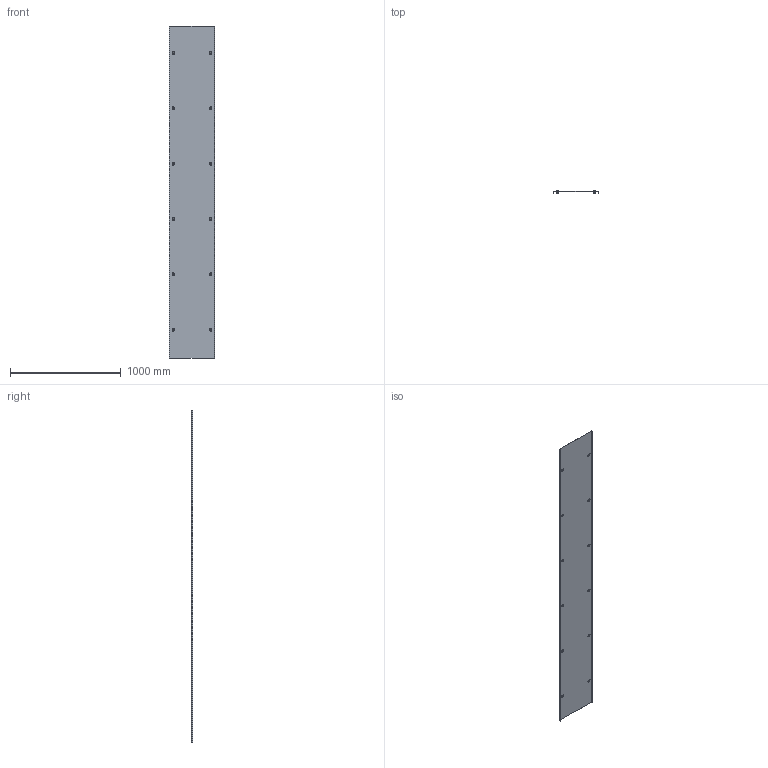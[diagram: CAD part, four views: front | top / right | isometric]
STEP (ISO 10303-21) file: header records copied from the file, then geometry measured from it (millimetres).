
FILE_DESCRIPTION((''),'2;1');
FILE_NAME('6227449_ASM','2013-01-29T',('AndreasKeweloh'),(''),'PRO/ENGINEER BY PARAMETRIC TECHNOLOGY CORPORATION, 2012360','PRO/ENGINEER BY PARAMETRIC TECHNOLOGY CORPORATION, 2012360','');
FILE_SCHEMA(('CONFIG_CONTROL_DESIGN'));
Length unit declared in the file: millimetre
Products named in the file (5): 6227449_DECKEL; KTS_08_081-003; KTS_08_082-005; KTS_08_080-022_ASM; 6227449_ASM
Assembly tree (15 placements, depth 3):
  6227449_ASM
    6227449_DECKEL
    KTS_08_080-022_ASM  x12
      KTS_08_081-003
      KTS_08_082-005
Bounding box: 409 x 17 x 3000 mm (x, y, z)
Volume: 1315651.1 mm3; surface area: 2619057.9 mm2
Topology: 25 solids, 25 shells, 1346 faces, 3720 edges, 2460 vertices
Faces by surface type: plane 586, cylinder 460, cone 132, torus 84, bspline 72, extrusion 12
Entity records: 5301 total; most frequent: CARTESIAN_POINT 1168, DIRECTION 890, ORIENTED_EDGE 818, EDGE_CURVE 409, AXIS2_PLACEMENT_3D 352, VERTEX_POINT 271, CIRCLE 190, VECTOR 186
